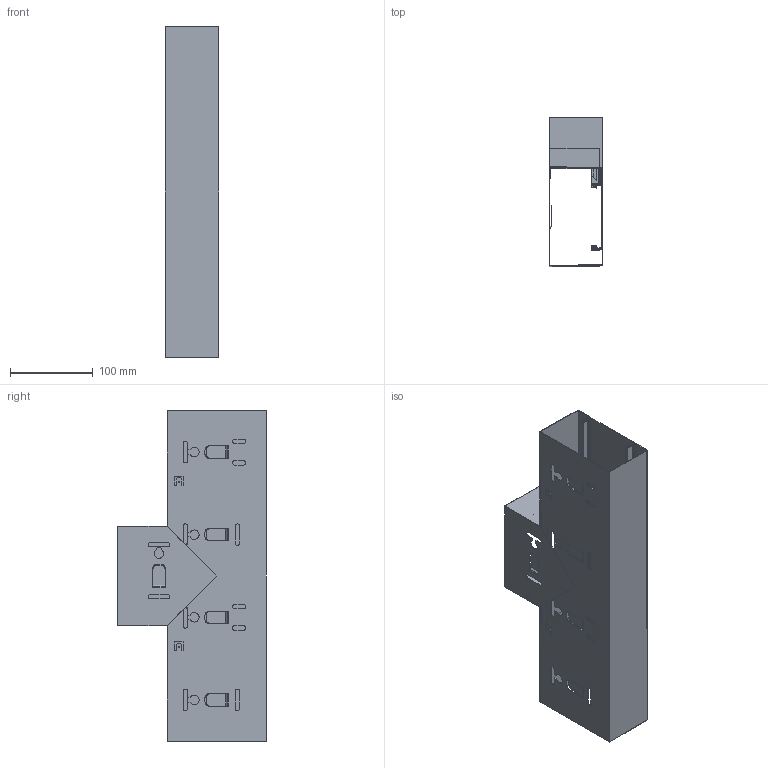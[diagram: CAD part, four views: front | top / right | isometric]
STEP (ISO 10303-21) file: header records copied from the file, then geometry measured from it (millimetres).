
FILE_DESCRIPTION((''),'2;1');
FILE_NAME('20003479P01_ASM','2023-05-03T16:03:31',('sivasanker.y'),(''),'CREO PARAMETRIC BY PTC INC, 2021284','CREO PARAMETRIC BY PTC INC, 2021284','');
FILE_SCHEMA(('CONFIG_CONTROL_DESIGN'));
Length unit declared in the file: millimetre
Products named in the file (7): 20003477IP101; 20003478IP201; 20000461IP301; 20000464IP401; 20001962P01; 20001962P01_400; 20003479P01_ASM
Assembly tree (10 placements, depth 2):
  20003479P01_ASM
    20003477IP101
    20003478IP201
    20000461IP301  x4
    20000464IP401  x2
    20001962P01
    20001962P01_400
Bounding box: 65 x 179.98 x 400 mm (x, y, z)
Volume: 158713.9 mm3; surface area: 404184.6 mm2
Topology: 10 solids, 10 shells, 684 faces, 1704 edges, 1040 vertices
Faces by surface type: plane 507, cylinder 161, bspline 16
Entity records: 20077 total; most frequent: CARTESIAN_POINT 4484, ORIENTED_EDGE 3244, DIRECTION 3110, EDGE_CURVE 1622, VECTOR 1260, LINE 1260, VERTEX_POINT 988, AXIS2_PLACEMENT_3D 925
